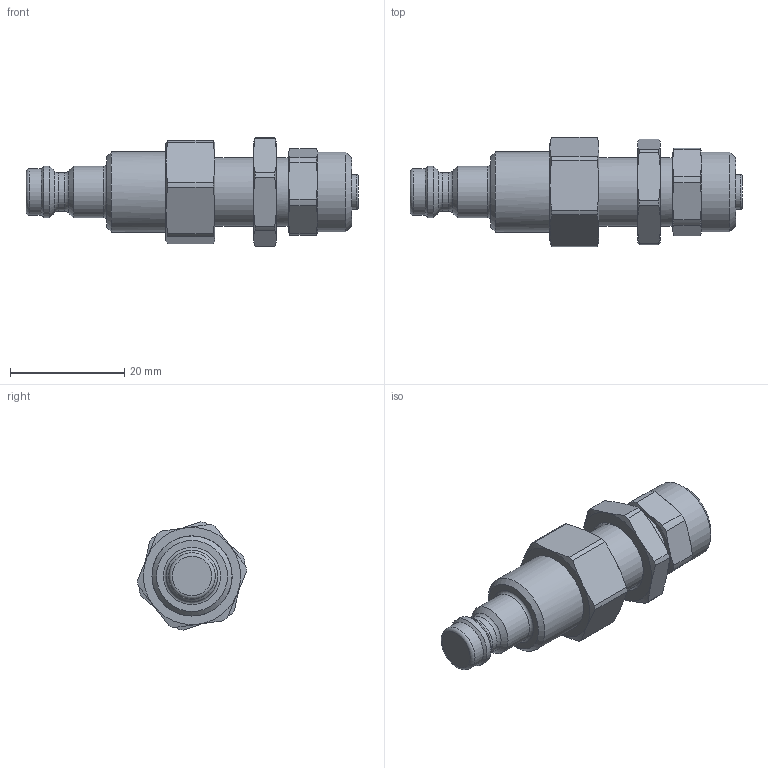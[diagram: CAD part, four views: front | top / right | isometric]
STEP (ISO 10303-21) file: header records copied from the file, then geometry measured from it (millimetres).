
FILE_DESCRIPTION((''),'2;1');
FILE_NAME('21sbks08rvx.stp','2013-10-31T08:39:04',('IA176480'),(''),'Autodesk Inventor 2013','Autodesk Inventor 2013','');
FILE_SCHEMA(('AUTOMOTIVE_DESIGN { 1 0 10303 214 1 1 1 1 }'));
Length unit declared in the file: millimetre
Products named in the file (1): D108236
Bounding box: 58 x 19.07 x 18.9 mm (x, y, z)
Volume: 7810.1 mm3; surface area: 4477.6 mm2
Topology: 1 solids, 3 shells, 129 faces, 284 edges, 170 vertices
Faces by surface type: cone 51, cylinder 36, plane 33, torus 9
Full cylindrical faces by diameter (mm): 6.05 x1, 6.7 x2, 8.1 x1, 9 x2, 10.373 x1, 10.45 x1, 10.85 x1, 11 x1, 12 x4, 12.1 x1, 12.5 x1, 14 x2
Entity records: 3335 total; most frequent: CARTESIAN_POINT 668, DIRECTION 546, ORIENTED_EDGE 466, AXIS2_PLACEMENT_3D 255, EDGE_CURVE 233, EDGE_LOOP 184, VERTEX_POINT 161, FACE_OUTER_BOUND 129
